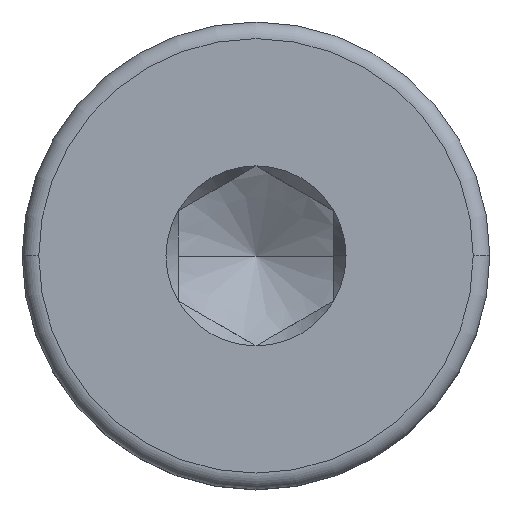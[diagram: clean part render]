
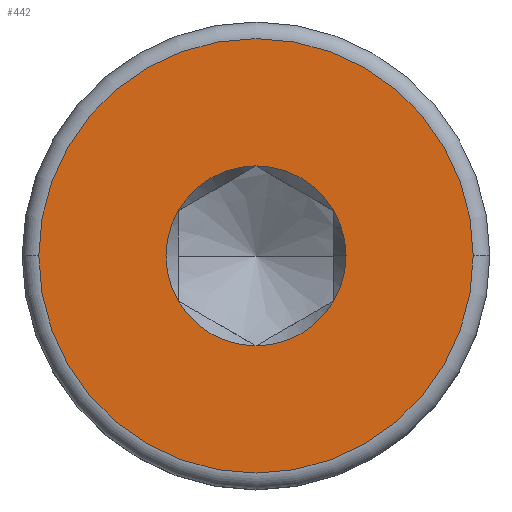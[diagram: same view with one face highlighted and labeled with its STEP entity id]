
A CAD part, top view. The second image highlights one B-rep face of the part: STEP entity #442.
In plain terms, the highlighted planar face has unit normal (0, 0, 1).
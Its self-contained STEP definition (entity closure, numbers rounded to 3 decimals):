
#4 = EDGE_CURVE ( 'NONE', #16, #5, #612, .T. ) ;
#5 = VERTEX_POINT ( 'NONE', #536 ) ;
#6 = ORIENTED_EDGE ( 'NONE', *, *, #30, .T. ) ;
#13 = ORIENTED_EDGE ( 'NONE', *, *, #14, .T. ) ;
#14 = EDGE_CURVE ( 'NONE', #15, #16, #594, .T. ) ;
#15 = VERTEX_POINT ( 'NONE', #590 ) ;
#16 = VERTEX_POINT ( 'NONE', #589 ) ;
#17 = ORIENTED_EDGE ( 'NONE', *, *, #4, .T. ) ;
#18 = EDGE_CURVE ( 'NONE', #26, #15, #588, .T. ) ;
#19 = ORIENTED_EDGE ( 'NONE', *, *, #20, .T. ) ;
#20 = EDGE_CURVE ( 'NONE', #29, #26, #523, .T. ) ;
#26 = VERTEX_POINT ( 'NONE', #625 ) ;
#27 = ORIENTED_EDGE ( 'NONE', *, *, #18, .T. ) ;
#28 = EDGE_CURVE ( 'NONE', #169, #29, #623, .T. ) ;
#29 = VERTEX_POINT ( 'NONE', #618 ) ;
#30 = EDGE_CURVE ( 'NONE', #5, #156, #617, .T. ) ;
#31 = ORIENTED_EDGE ( 'NONE', *, *, #200, .T. ) ;
#32 = ORIENTED_EDGE ( 'NONE', *, *, #28, .T. ) ;
#144 = EDGE_CURVE ( 'NONE', #163, #162, #347, .T. ) ;
#156 = VERTEX_POINT ( 'NONE', #380 ) ;
#162 = VERTEX_POINT ( 'NONE', #399 ) ;
#163 = VERTEX_POINT ( 'NONE', #398 ) ;
#169 = VERTEX_POINT ( 'NONE', #390 ) ;
#200 = EDGE_CURVE ( 'NONE', #156, #169, #662, .T. ) ;
#344 = DIRECTION ( 'NONE',  ( -1., 0., 0. ) ) ;
#345 = DIRECTION ( 'NONE',  ( 0., 0., 1. ) ) ;
#347 = CIRCLE ( 'NONE', #362, 2.09 ) ;
#361 = CARTESIAN_POINT ( 'NONE',  ( 0., 0., 1.6 ) ) ;
#362 = AXIS2_PLACEMENT_3D ( 'NONE', #361, #345, #344 ) ;
#380 = CARTESIAN_POINT ( 'NONE',  ( 0.75, 0.433, 1.6 ) ) ;
#390 = CARTESIAN_POINT ( 'NONE',  ( 0.866, 0., 1.6 ) ) ;
#398 = CARTESIAN_POINT ( 'NONE',  ( 2.09, 0., 1.6 ) ) ;
#399 = CARTESIAN_POINT ( 'NONE',  ( -2.09, 0., 1.6 ) ) ;
#442 = ADVANCED_FACE ( 'NONE', ( #727, #726 ), #731, .F. ) ;
#443 = EDGE_LOOP ( 'NONE', ( #452, #454 ) ) ;
#444 = EDGE_LOOP ( 'NONE', ( #13, #17, #6, #31, #32, #19, #27 ) ) ;
#452 = ORIENTED_EDGE ( 'NONE', *, *, #453, .T. ) ;
#453 = EDGE_CURVE ( 'NONE', #162, #163, #715, .T. ) ;
#454 = ORIENTED_EDGE ( 'NONE', *, *, #144, .T. ) ;
#519 = DIRECTION ( 'NONE',  ( -1., 0., 0. ) ) ;
#520 = DIRECTION ( 'NONE',  ( 0., 0., -1. ) ) ;
#521 = CARTESIAN_POINT ( 'NONE',  ( 0., 0., 1.6 ) ) ;
#522 = AXIS2_PLACEMENT_3D ( 'NONE', #521, #520, #519 ) ;
#523 = CIRCLE ( 'NONE', #522, 0.866 ) ;
#536 = CARTESIAN_POINT ( 'NONE',  ( 0., 0.866, 1.6 ) ) ;
#537 = DIRECTION ( 'NONE',  ( -1., 0., 0. ) ) ;
#538 = DIRECTION ( 'NONE',  ( 0., 0., -1. ) ) ;
#539 = CARTESIAN_POINT ( 'NONE',  ( 0., 0., 1.6 ) ) ;
#540 = AXIS2_PLACEMENT_3D ( 'NONE', #539, #538, #537 ) ;
#574 = CARTESIAN_POINT ( 'NONE',  ( 0., 0., 1.6 ) ) ;
#584 = DIRECTION ( 'NONE',  ( -1., 0., 0. ) ) ;
#585 = DIRECTION ( 'NONE',  ( 0., 0., -1. ) ) ;
#586 = CARTESIAN_POINT ( 'NONE',  ( 0., 0., 1.6 ) ) ;
#587 = AXIS2_PLACEMENT_3D ( 'NONE', #586, #585, #584 ) ;
#588 = CIRCLE ( 'NONE', #587, 0.866 ) ;
#589 = CARTESIAN_POINT ( 'NONE',  ( -0.75, 0.433, 1.6 ) ) ;
#590 = CARTESIAN_POINT ( 'NONE',  ( -0.75, -0.433, 1.6 ) ) ;
#591 = DIRECTION ( 'NONE',  ( -1., 0., 0. ) ) ;
#592 = DIRECTION ( 'NONE',  ( 0., 0., -1. ) ) ;
#593 = AXIS2_PLACEMENT_3D ( 'NONE', #574, #592, #591 ) ;
#594 = CIRCLE ( 'NONE', #593, 0.866 ) ;
#612 = CIRCLE ( 'NONE', #540, 0.866 ) ;
#613 = DIRECTION ( 'NONE',  ( -1., 0., 0. ) ) ;
#614 = DIRECTION ( 'NONE',  ( 0., 0., -1. ) ) ;
#615 = CARTESIAN_POINT ( 'NONE',  ( 0., 0., 1.6 ) ) ;
#616 = AXIS2_PLACEMENT_3D ( 'NONE', #615, #614, #613 ) ;
#617 = CIRCLE ( 'NONE', #616, 0.866 ) ;
#618 = CARTESIAN_POINT ( 'NONE',  ( 0.75, -0.433, 1.6 ) ) ;
#619 = DIRECTION ( 'NONE',  ( -1., 0., 0. ) ) ;
#620 = DIRECTION ( 'NONE',  ( 0., 0., -1. ) ) ;
#621 = CARTESIAN_POINT ( 'NONE',  ( 0., 0., 1.6 ) ) ;
#622 = AXIS2_PLACEMENT_3D ( 'NONE', #621, #620, #619 ) ;
#623 = CIRCLE ( 'NONE', #622, 0.866 ) ;
#625 = CARTESIAN_POINT ( 'NONE',  ( 0., -0.866, 1.6 ) ) ;
#639 = DIRECTION ( 'NONE',  ( 0., 0., 1. ) ) ;
#640 = CARTESIAN_POINT ( 'NONE',  ( 0., 0., 1.6 ) ) ;
#641 = AXIS2_PLACEMENT_3D ( 'NONE', #640, #639, #694 ) ;
#658 = DIRECTION ( 'NONE',  ( -1., 0., 0. ) ) ;
#659 = DIRECTION ( 'NONE',  ( 0., 0., -1. ) ) ;
#660 = CARTESIAN_POINT ( 'NONE',  ( 0., 0., 1.6 ) ) ;
#661 = AXIS2_PLACEMENT_3D ( 'NONE', #660, #659, #658 ) ;
#662 = CIRCLE ( 'NONE', #661, 0.866 ) ;
#694 = DIRECTION ( 'NONE',  ( -1., 0., 0. ) ) ;
#714 = DIRECTION ( 'NONE',  ( -1., 0., 0. ) ) ;
#715 = CIRCLE ( 'NONE', #641, 2.09 ) ;
#726 = FACE_BOUND ( 'NONE', #444, .T. ) ;
#727 = FACE_OUTER_BOUND ( 'NONE', #443, .T. ) ;
#728 = DIRECTION ( 'NONE',  ( 0., 0., -1. ) ) ;
#729 = CARTESIAN_POINT ( 'NONE',  ( 0., 2.25, 1.6 ) ) ;
#730 = AXIS2_PLACEMENT_3D ( 'NONE', #729, #728, #714 ) ;
#731 = PLANE ( 'NONE',  #730 ) ;
